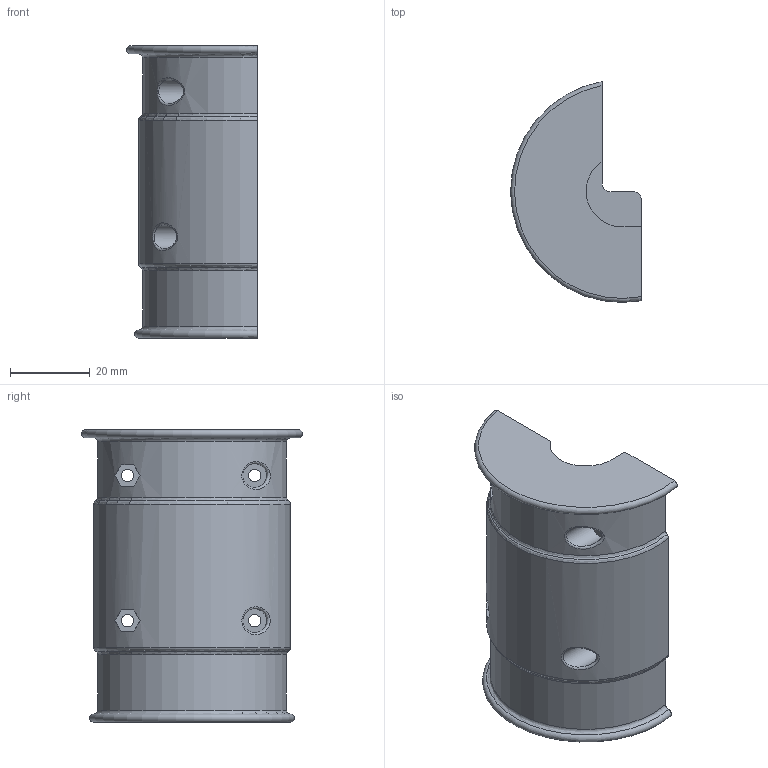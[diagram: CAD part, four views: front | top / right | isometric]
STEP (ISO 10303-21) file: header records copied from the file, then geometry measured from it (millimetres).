
FILE_DESCRIPTION((''),'2;1');
FILE_NAME('SPOOL MOUNT 2.stp','2014-06-10T14:45:06',('jge'),(''),'Autodesk Inventor 2012','Autodesk Inventor 2012','');
FILE_SCHEMA(('AUTOMOTIVE_DESIGN { 1 0 10303 214 1 1 1 1 }'));
Length unit declared in the file: millimetre
Products named in the file (1): SPOOL MOUNT 2
Bounding box: 32.9 x 55.55 x 73.5 mm (x, y, z)
Volume: 30031 mm3; surface area: 21305.9 mm2
Topology: 1 solids, 1 shells, 135 faces, 363 edges, 242 vertices
Faces by surface type: plane 70, cylinder 55, torus 8, bspline 2
Full cylindrical faces by diameter (mm): 3.1 x4, 6 x2
Entity records: 4776 total; most frequent: CARTESIAN_POINT 1313, DIRECTION 720, ORIENTED_EDGE 710, EDGE_CURVE 355, AXIS2_PLACEMENT_3D 259, VERTEX_POINT 240, VECTOR 202, LINE 202
